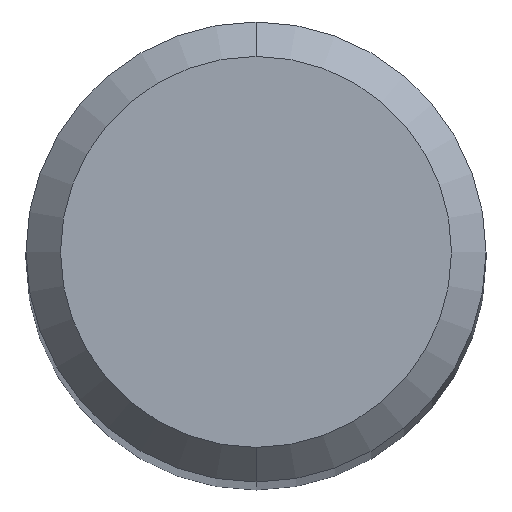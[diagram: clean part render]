
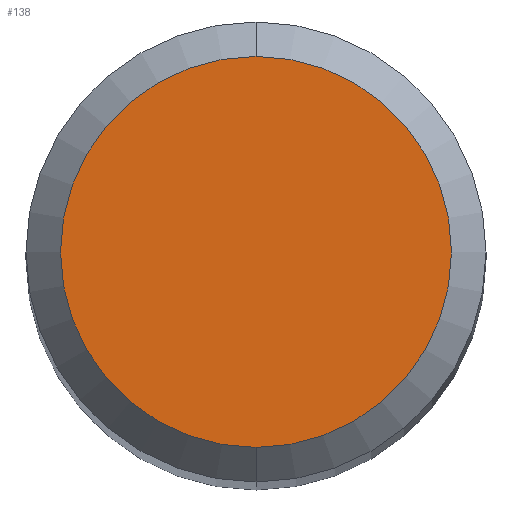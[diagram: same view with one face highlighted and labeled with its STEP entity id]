
A CAD part, top view. The second image highlights one B-rep face of the part: STEP entity #138.
In plain terms, the highlighted planar face has unit normal (0, 0, 1).
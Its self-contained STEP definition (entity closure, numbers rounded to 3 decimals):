
#138=ADVANCED_FACE('',(#343),#344,.T.);
#140=VERTEX_POINT('',#346);
#150=EDGE_CURVE('',#212,#140,#356,.T.);
#158=EDGE_CURVE('',#140,#212,#364,.T.);
#212=VERTEX_POINT('',#427);
#343=FACE_OUTER_BOUND('',#567,.T.);
#344=PLANE('',#568);
#346=CARTESIAN_POINT('',(0.0,1.7,39.12));
#356=CIRCLE('',#589,1.7);
#364=CIRCLE('',#599,1.7);
#427=CARTESIAN_POINT('',(0.,-1.7,39.12));
#567=EDGE_LOOP('',(#833,#834));
#568=AXIS2_PLACEMENT_3D('',#835,#836,#837);
#589=AXIS2_PLACEMENT_3D('',#842,#843,#844);
#599=AXIS2_PLACEMENT_3D('',#848,#849,#850);
#833=ORIENTED_EDGE('',*,*,#158,.F.);
#834=ORIENTED_EDGE('',*,*,#150,.F.);
#835=CARTESIAN_POINT('',(0.0,0.85,39.12));
#836=DIRECTION('',(-0.0,0.0,1.0));
#837=DIRECTION('',(0.0,-1.0,0.0));
#842=CARTESIAN_POINT('',(0.0,0.0,39.12));
#843=DIRECTION('',(0.0,0.0,-1.0));
#844=DIRECTION('',(0.0,1.0,0.0));
#848=CARTESIAN_POINT('',(0.0,0.0,39.12));
#849=DIRECTION('',(0.0,0.0,-1.0));
#850=DIRECTION('',(0.0,1.0,0.0));
